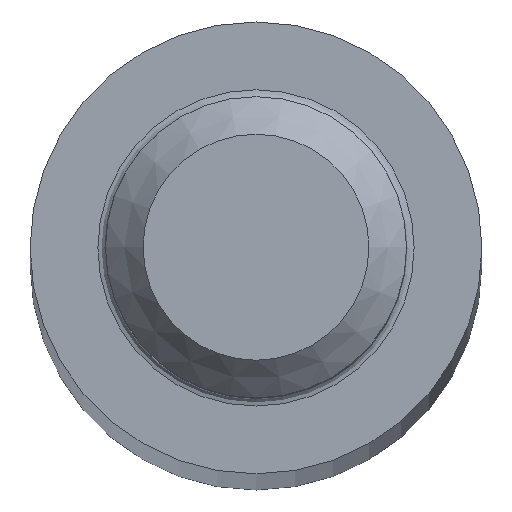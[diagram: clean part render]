
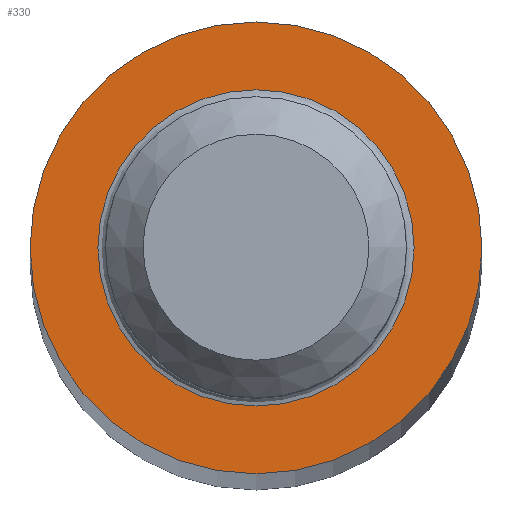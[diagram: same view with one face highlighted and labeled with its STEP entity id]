
A CAD part, top view. The second image highlights one B-rep face of the part: STEP entity #330.
In plain terms, the highlighted planar face has unit normal (0, 0, 1).
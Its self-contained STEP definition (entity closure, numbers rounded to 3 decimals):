
#15=FACE_BOUND('',#82,.T.);
#23=PLANE('',#397);
#57=FACE_OUTER_BOUND('',#81,.T.);
#81=EDGE_LOOP('',(#287));
#82=EDGE_LOOP('',(#288));
#141=CIRCLE('',#369,4.2);
#156=CIRCLE('',#390,6.);
#166=VERTEX_POINT('',#546);
#184=VERTEX_POINT('',#594);
#197=EDGE_CURVE('',#166,#166,#141,.T.);
#220=EDGE_CURVE('',#184,#184,#156,.T.);
#287=ORIENTED_EDGE('',*,*,#220,.T.);
#288=ORIENTED_EDGE('',*,*,#197,.T.);
#330=ADVANCED_FACE('',(#57,#15),#23,.T.);
#369=AXIS2_PLACEMENT_3D('',#548,#433,#434);
#390=AXIS2_PLACEMENT_3D('',#595,#483,#484);
#397=AXIS2_PLACEMENT_3D('',#609,#501,#502);
#433=DIRECTION('center_axis',(0.,0.,-1.));
#434=DIRECTION('ref_axis',(1.,0.,0.));
#483=DIRECTION('center_axis',(0.,0.,1.));
#484=DIRECTION('ref_axis',(1.,0.,0.));
#501=DIRECTION('center_axis',(0.,0.,1.));
#502=DIRECTION('ref_axis',(1.,0.,0.));
#546=CARTESIAN_POINT('',(-4.2,0.,265.));
#548=CARTESIAN_POINT('Origin',(0.,0.,265.));
#594=CARTESIAN_POINT('',(-6.,0.,265.));
#595=CARTESIAN_POINT('Origin',(0.,0.,265.));
#609=CARTESIAN_POINT('Origin',(0.,0.,265.));
